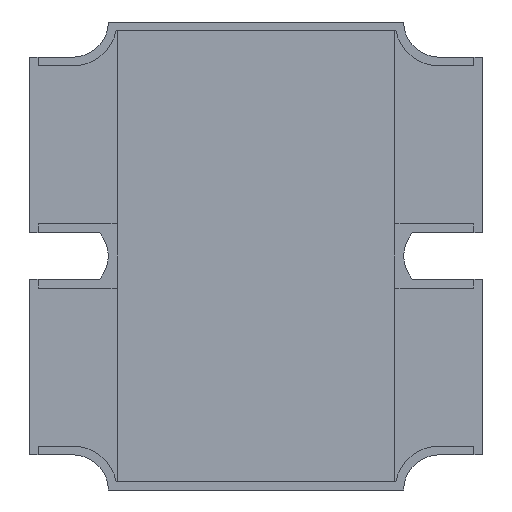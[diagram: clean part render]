
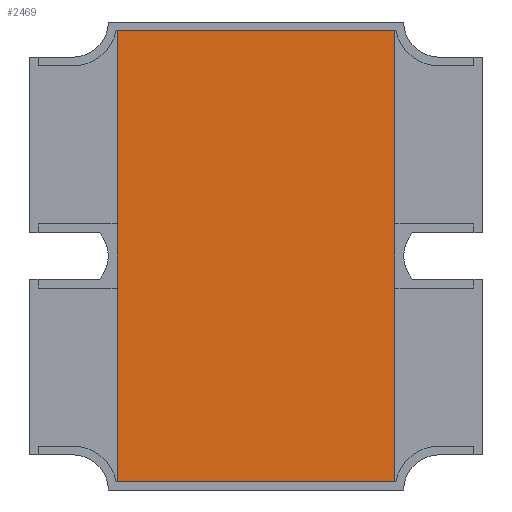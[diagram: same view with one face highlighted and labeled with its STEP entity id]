
A CAD part, front view. The second image highlights one B-rep face of the part: STEP entity #2469.
In plain terms, the highlighted planar face has unit normal (0, -1, 0).
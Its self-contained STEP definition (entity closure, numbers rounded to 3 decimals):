
#877=DIRECTION('',(-1.,0.,0.));
#878=VECTOR('',#877,0.95);
#879=CARTESIAN_POINT('',(0.475,-0.233,0.03));
#880=LINE('',#879,#878);
#881=DIRECTION('',(0.,0.,-1.));
#882=VECTOR('',#881,1.54);
#883=CARTESIAN_POINT('',(-0.475,-0.233,1.57));
#884=LINE('',#883,#882);
#885=DIRECTION('',(1.,0.,0.));
#886=VECTOR('',#885,0.95);
#887=CARTESIAN_POINT('',(-0.475,-0.233,1.57));
#888=LINE('',#887,#886);
#889=DIRECTION('',(0.,0.,1.));
#890=VECTOR('',#889,1.54);
#891=CARTESIAN_POINT('',(0.475,-0.233,0.03));
#892=LINE('',#891,#890);
#1337=CARTESIAN_POINT('',(0.475,-0.233,0.03));
#1338=CARTESIAN_POINT('',(-0.475,-0.233,0.03));
#1339=VERTEX_POINT('',#1337);
#1340=VERTEX_POINT('',#1338);
#1341=CARTESIAN_POINT('',(-0.475,-0.233,1.57));
#1342=CARTESIAN_POINT('',(0.475,-0.233,1.57));
#1343=VERTEX_POINT('',#1341);
#1344=VERTEX_POINT('',#1342);
#2457=CARTESIAN_POINT('',(0.,-0.233,0.));
#2458=DIRECTION('',(0.,-1.,0.));
#2459=DIRECTION('',(-1.,0.,0.));
#2460=AXIS2_PLACEMENT_3D('',#2457,#2458,#2459);
#2461=PLANE('',#2460);
#2462=ORIENTED_EDGE('',*,*,#2364,.T.);
#2463=ORIENTED_EDGE('',*,*,#2419,.F.);
#2465=ORIENTED_EDGE('',*,*,#2464,.T.);
#2466=ORIENTED_EDGE('',*,*,#2449,.F.);
#2467=EDGE_LOOP('',(#2462,#2463,#2465,#2466));
#2468=FACE_OUTER_BOUND('',#2467,.F.);
#2364=EDGE_CURVE('',#1339,#1340,#880,.T.);
#2419=EDGE_CURVE('',#1343,#1340,#884,.T.);
#2449=EDGE_CURVE('',#1339,#1344,#892,.T.);
#2464=EDGE_CURVE('',#1343,#1344,#888,.T.);
#2469=ADVANCED_FACE('',(#2468),#2461,.T.);
